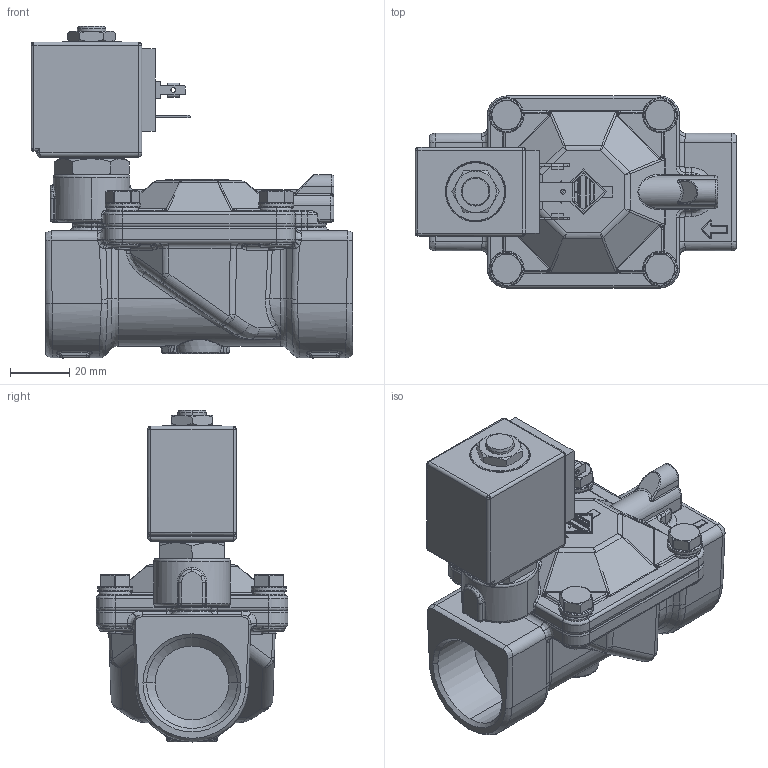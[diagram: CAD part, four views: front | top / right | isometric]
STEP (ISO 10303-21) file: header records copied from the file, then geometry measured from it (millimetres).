
FILE_DESCRIPTION (( 'STEP AP203' ), '1' );
FILE_NAME ('21WN6K1E250-T5-B.step', '2020-04-28T18:18:17', ( '' ), ( '' ), 'SwSTEP 2.0', 'SolidWorks 2019', '' );
FILE_SCHEMA (( 'CONFIG_CONTROL_DESIGN' ));
Length unit declared in the file: inch
Products named in the file (1): 21WN6K1E250-T5-B
Bounding box: 109 x 65 x 112.4 mm (x, y, z)
Volume: 216960.5 mm3; surface area: 65656.7 mm2
Topology: 14 solids, 20 shells, 1816 faces, 4402 edges, 2567 vertices
Faces by surface type: bspline 707, cylinder 566, plane 414, cone 97, torus 32
Entity records: 82753 total; most frequent: CARTESIAN_POINT 47259, ORIENTED_EDGE 8604, DIRECTION 5710, EDGE_CURVE 4302, VERTEX_POINT 2567, AXIS2_PLACEMENT_3D 2171, EDGE_LOOP 1887, FACE_OUTER_BOUND 1816
